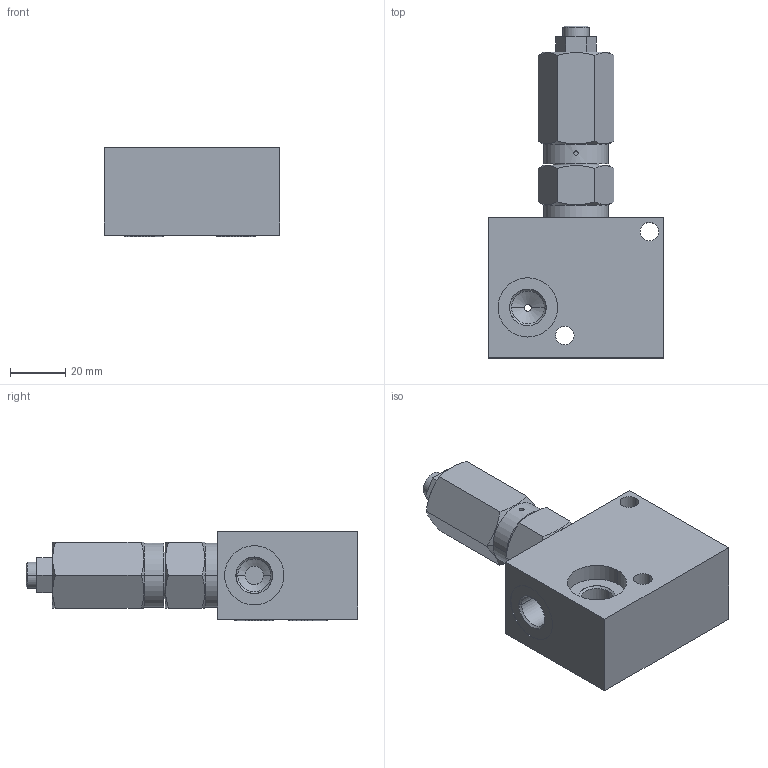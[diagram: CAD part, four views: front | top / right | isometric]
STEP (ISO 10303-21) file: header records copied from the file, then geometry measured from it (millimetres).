
FILE_DESCRIPTION((''),'2;1');
FILE_NAME('ILCML7041200','2025-11-25T10:45:46',('Asawyer'),(''),'CREO PARAMETRIC BY PTC INC, 2021164','CREO PARAMETRIC BY PTC INC, 2021164','');
FILE_SCHEMA(('AUTOMOTIVE_DESIGN { 1 0 10303 214 1 1 1 1 }'));
Length unit declared in the file: millimetre
Products named in the file (1): ILCML7041200
Bounding box: 63.5 x 120.3 x 32.27 mm (x, y, z)
Volume: 118937.8 mm3; surface area: 26190.9 mm2
Topology: 1 solids, 6 shells, 138 faces, 307 edges, 190 vertices
Faces by surface type: cylinder 52, plane 50, cone 28, torus 8
Entity records: 4593 total; most frequent: CARTESIAN_POINT 1151, DIRECTION 722, ORIENTED_EDGE 602, EDGE_CURVE 307, AXIS2_PLACEMENT_3D 286, VERTEX_POINT 190, EDGE_LOOP 167, VECTOR 147
